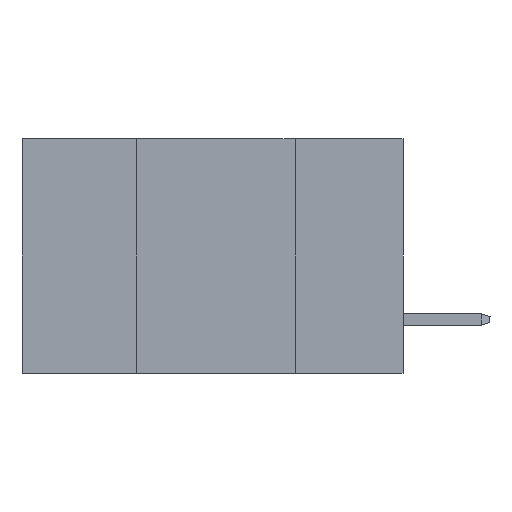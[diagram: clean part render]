
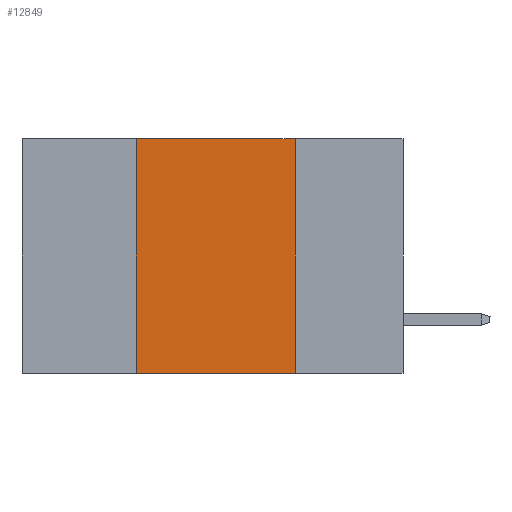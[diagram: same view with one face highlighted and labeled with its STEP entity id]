
A CAD part, left-side view. The second image highlights one B-rep face of the part: STEP entity #12849.
In plain terms, the highlighted planar face has unit normal (-1, 0, 0).
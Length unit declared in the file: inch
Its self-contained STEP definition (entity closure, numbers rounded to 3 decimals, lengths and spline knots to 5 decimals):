
#557 = CARTESIAN_POINT ( 'NONE',  ( 0., 0.17, 0. ) ) ;
#2852 = ORIENTED_EDGE ( 'NONE', *, *, #11425, .F. ) ;
#3794 = VERTEX_POINT ( 'NONE', #557 ) ;
#3812 = VERTEX_POINT ( 'NONE', #10668 ) ;
#4278 = LINE ( 'NONE', #19099, #6592 ) ;
#5162 = LINE ( 'NONE', #9009, #19094 ) ;
#5181 = DIRECTION ( 'NONE',  ( 1., 0., 0. ) ) ;
#6190 = VERTEX_POINT ( 'NONE', #25476 ) ;
#6592 = VECTOR ( 'NONE', #18970, 39.37008 ) ;
#6835 = DIRECTION ( 'NONE',  ( 0., 0., -1. ) ) ;
#7059 = AXIS2_PLACEMENT_3D ( 'NONE', #8895, #5181, #6835 ) ;
#7930 = ORIENTED_EDGE ( 'NONE', *, *, #11283, .F. ) ;
#8895 = CARTESIAN_POINT ( 'NONE',  ( 0., 0.6, 0. ) ) ;
#9009 = CARTESIAN_POINT ( 'NONE',  ( 0., 0.17, 0. ) ) ;
#9531 = DIRECTION ( 'NONE',  ( 0., -1., 0. ) ) ;
#10538 = CARTESIAN_POINT ( 'NONE',  ( 0., 0.42, -0.37 ) ) ;
#10668 = CARTESIAN_POINT ( 'NONE',  ( 0., 0.17, -0.37 ) ) ;
#11283 = EDGE_CURVE ( 'NONE', #3794, #3812, #5162, .T. ) ;
#11425 = EDGE_CURVE ( 'NONE', #24537, #6190, #16186, .T. ) ;
#11560 = DIRECTION ( 'NONE',  ( 0., 0., 1. ) ) ;
#12313 = EDGE_CURVE ( 'NONE', #24537, #3812, #4278, .T. ) ;
#12849 = ADVANCED_FACE ( 'NONE', ( #21477 ), #13337, .F. ) ;
#13337 = PLANE ( 'NONE',  #7059 ) ;
#13378 = VECTOR ( 'NONE', #11560, 39.37008 ) ;
#13451 = DIRECTION ( 'NONE',  ( 0., 0., -1. ) ) ;
#13850 = CARTESIAN_POINT ( 'NONE',  ( 0., 0.42, 0. ) ) ;
#16186 = LINE ( 'NONE', #13850, #13378 ) ;
#16854 = VECTOR ( 'NONE', #9531, 39.37008 ) ;
#18970 = DIRECTION ( 'NONE',  ( 0., -1., 0. ) ) ;
#19094 = VECTOR ( 'NONE', #13451, 39.37008 ) ;
#19099 = CARTESIAN_POINT ( 'NONE',  ( 0., 0.6, -0.37 ) ) ;
#20353 = LINE ( 'NONE', #22382, #16854 ) ;
#21477 = FACE_OUTER_BOUND ( 'NONE', #21637, .T. ) ;
#21637 = EDGE_LOOP ( 'NONE', ( #7930, #26727, #2852, #22418 ) ) ;
#22382 = CARTESIAN_POINT ( 'NONE',  ( 0., 0.6, 0. ) ) ;
#22418 = ORIENTED_EDGE ( 'NONE', *, *, #12313, .T. ) ;
#24537 = VERTEX_POINT ( 'NONE', #10538 ) ;
#25476 = CARTESIAN_POINT ( 'NONE',  ( 0., 0.42, 0. ) ) ;
#26659 = EDGE_CURVE ( 'NONE', #6190, #3794, #20353, .T. ) ;
#26727 = ORIENTED_EDGE ( 'NONE', *, *, #26659, .F. ) ;
